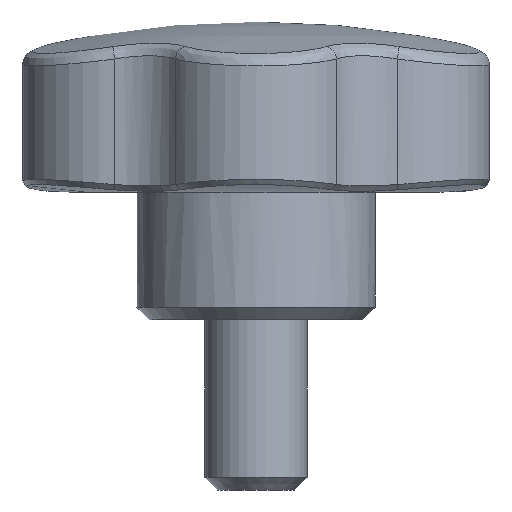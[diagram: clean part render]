
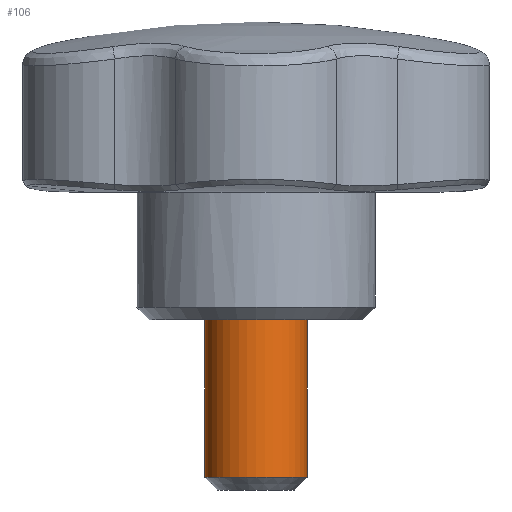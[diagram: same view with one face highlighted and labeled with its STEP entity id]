
A CAD part, front view. The second image highlights one B-rep face of the part: STEP entity #106.
In plain terms, the highlighted cylindrical face has radius 6 mm (diameter 12 mm), a full revolution.
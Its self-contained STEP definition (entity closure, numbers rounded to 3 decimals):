
#106 = ADVANCED_FACE( '', ( #274, #275 ), #276, .T. );
#274 = FACE_OUTER_BOUND( '', #515, .T. );
#275 = FACE_OUTER_BOUND( '', #516, .T. );
#276 = CYLINDRICAL_SURFACE( '', #517, 6. );
#515 = EDGE_LOOP( '', ( #3534 ) );
#516 = EDGE_LOOP( '', ( #3535 ) );
#517 = AXIS2_PLACEMENT_3D( '', #3536, #3537, #3538 );
#3534 = ORIENTED_EDGE( '', *, *, #4064, .T. );
#3535 = ORIENTED_EDGE( '', *, *, #4065, .F. );
#3536 = CARTESIAN_POINT( '', ( 0., 0., 54. ) );
#3537 = DIRECTION( '', ( 0., 0., -1. ) );
#3538 = DIRECTION( '', ( 1., 0., 0. ) );
#4064 = EDGE_CURVE( '', #4316, #4316, #4317, .T. );
#4065 = EDGE_CURVE( '', #4318, #4318, #4319, .T. );
#4316 = VERTEX_POINT( '', #4749 );
#4317 = CIRCLE( '', #4750, 6. );
#4318 = VERTEX_POINT( '', #4751 );
#4319 = CIRCLE( '', #4752, 6. );
#4749 = CARTESIAN_POINT( '', ( 6., 0., -18.5 ) );
#4750 = AXIS2_PLACEMENT_3D( '', #7319, #7320, #7321 );
#4751 = CARTESIAN_POINT( '', ( 6., 0., 0. ) );
#4752 = AXIS2_PLACEMENT_3D( '', #7322, #7323, #7324 );
#7319 = CARTESIAN_POINT( '', ( 0., 0., -18.5 ) );
#7320 = DIRECTION( '', ( 0., 0., 1. ) );
#7321 = DIRECTION( '', ( 1., 0., 0. ) );
#7322 = CARTESIAN_POINT( '', ( 0., 0., 0. ) );
#7323 = DIRECTION( '', ( 0., 0., 1. ) );
#7324 = DIRECTION( '', ( 1., 0., 0. ) );
